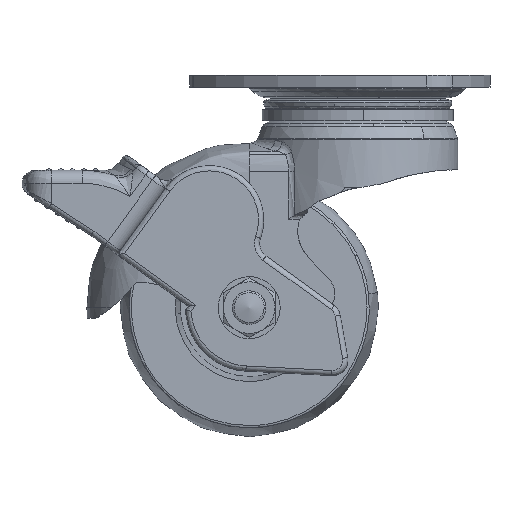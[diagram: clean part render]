
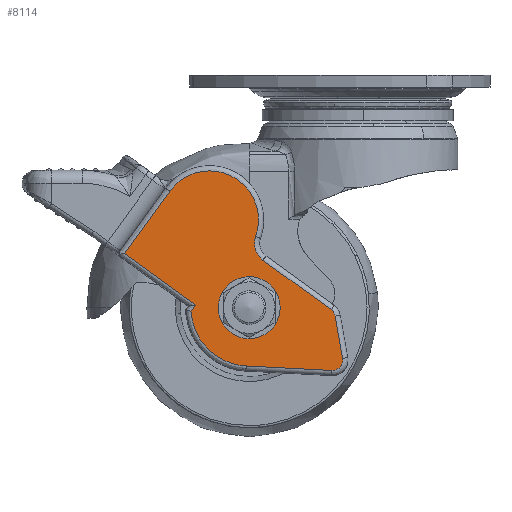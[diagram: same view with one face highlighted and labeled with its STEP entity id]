
A CAD part, front view. The second image highlights one B-rep face of the part: STEP entity #8114.
In plain terms, the highlighted free-form (B-spline) face has degree [1, 1] with [2, 2] control points.
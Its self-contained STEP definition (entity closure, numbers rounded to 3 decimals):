
#87=CARTESIAN_POINT('',(-22.856,-23.1,-42.643));
#88=VERTEX_POINT('',#87);
#94=CARTESIAN_POINT('',(-21.0,-23.1,-48.0));
#95=VERTEX_POINT('',#94);
#96=CARTESIAN_POINT('',(-22.856,-23.1,-42.643));
#97=CARTESIAN_POINT('',(-24.,-23.1,-43.544));
#98=CARTESIAN_POINT('',(-24.0,-23.1,-45.0));
#99=CARTESIAN_POINT('',(-24.,-23.1,-48.));
#100=CARTESIAN_POINT('',(-21.0,-23.1,-48.0));
#108=(BOUNDED_CURVE()B_SPLINE_CURVE(2,(#96,#97,#98,#99,#100),.UNSPECIFIED.,.F.,.U.)B_SPLINE_CURVE_WITH_KNOTS((3,2,3),(0.107,0.25,0.5),.UNSPECIFIED.)CURVE()GEOMETRIC_REPRESENTATION_ITEM()RATIONAL_B_SPLINE_CURVE((0.857,0.833,1.0,0.707,1.0))REPRESENTATION_ITEM(''));
#109=EDGE_CURVE('',#88,#95,#108,.T.);
#111=CARTESIAN_POINT('',(-18.753,-23.1,-43.012));
#112=VERTEX_POINT('',#111);
#113=CARTESIAN_POINT('',(-21.0,-23.1,-48.0));
#114=CARTESIAN_POINT('',(-18.,-23.1,-48.));
#115=CARTESIAN_POINT('',(-18.0,-23.1,-45.0));
#116=CARTESIAN_POINT('',(-18.,-23.1,-43.863));
#117=CARTESIAN_POINT('',(-18.753,-23.1,-43.012));
#125=(BOUNDED_CURVE()B_SPLINE_CURVE(2,(#113,#114,#115,#116,#117),.UNSPECIFIED.,.F.,.U.)B_SPLINE_CURVE_WITH_KNOTS((3,2,3),(0.5,0.75,0.866),.UNSPECIFIED.)CURVE()GEOMETRIC_REPRESENTATION_ITEM()RATIONAL_B_SPLINE_CURVE((1.0,0.707,1.0,0.864,0.854))REPRESENTATION_ITEM(''));
#126=EDGE_CURVE('',#95,#112,#125,.T.);
#198=CARTESIAN_POINT('',(-21.0,-23.1,-42.));
#199=VERTEX_POINT('',#198);
#200=CARTESIAN_POINT('',(-18.753,-23.1,-43.012));
#201=CARTESIAN_POINT('',(-19.649,-23.1,-42.0));
#202=CARTESIAN_POINT('',(-21.0,-23.1,-42.));
#210=(BOUNDED_CURVE()B_SPLINE_CURVE(2,(#200,#201,#202),.UNSPECIFIED.,.F.,.U.)B_SPLINE_CURVE_WITH_KNOTS((3,3),(0.866,1.0),.UNSPECIFIED.)CURVE()GEOMETRIC_REPRESENTATION_ITEM()RATIONAL_B_SPLINE_CURVE((0.854,0.843,1.0))REPRESENTATION_ITEM(''));
#211=EDGE_CURVE('',#112,#199,#210,.T.);
#213=CARTESIAN_POINT('',(-21.0,-23.1,-42.));
#214=CARTESIAN_POINT('',(-22.039,-23.1,-42.));
#215=CARTESIAN_POINT('',(-22.856,-23.1,-42.643));
#223=(BOUNDED_CURVE()B_SPLINE_CURVE(2,(#213,#214,#215),.UNSPECIFIED.,.F.,.U.)B_SPLINE_CURVE_WITH_KNOTS((3,3),(0.0,0.107),.UNSPECIFIED.)CURVE()GEOMETRIC_REPRESENTATION_ITEM()RATIONAL_B_SPLINE_CURVE((1.0,0.874,0.857))REPRESENTATION_ITEM(''));
#224=EDGE_CURVE('',#199,#88,#223,.T.);
#4781=CARTESIAN_POINT('',(-19.747,-23.1,-31.228));
#4782=VERTEX_POINT('',#4781);
#4815=CARTESIAN_POINT('',(-36.376,-23.1,-22.439));
#4816=VERTEX_POINT('',#4815);
#4830=CARTESIAN_POINT('',(-19.747,-23.1,-31.228));
#4831=CARTESIAN_POINT('',(-16.968,-23.1,-23.473));
#4832=CARTESIAN_POINT('',(-24.251,-23.1,-19.624));
#4833=CARTESIAN_POINT('',(-31.534,-23.1,-15.775));
#4834=CARTESIAN_POINT('',(-36.376,-23.1,-22.439));
#4842=(BOUNDED_CURVE()B_SPLINE_CURVE(2,(#4830,#4831,#4832,#4833,#4834),.UNSPECIFIED.,.F.,.U.)B_SPLINE_CURVE_WITH_KNOTS((3,2,3),(0.0,0.5,1.0),.UNSPECIFIED.)CURVE()GEOMETRIC_REPRESENTATION_ITEM()RATIONAL_B_SPLINE_CURVE((1.0,0.756,1.0,0.756,1.0))REPRESENTATION_ITEM(''));
#4843=EDGE_CURVE('',#4782,#4816,#4842,.T.);
#4868=CARTESIAN_POINT('',(-45.142,-23.1,-34.505));
#4869=VERTEX_POINT('',#4868);
#4883=CARTESIAN_POINT('',(-36.376,-23.1,-22.439));
#4884=CARTESIAN_POINT('',(-45.142,-23.1,-34.505));
#4885=QUASI_UNIFORM_CURVE('',1,(#4883,#4884),.UNSPECIFIED.,.F.,.U.);
#4886=EDGE_CURVE('',#4816,#4869,#4885,.T.);
#4909=CARTESIAN_POINT('',(-18.332,-23.1,-35.813));
#4910=VERTEX_POINT('',#4909);
#4940=CARTESIAN_POINT('',(-18.332,-23.1,-35.813));
#4941=CARTESIAN_POINT('',(-20.758,-23.1,-34.051));
#4942=CARTESIAN_POINT('',(-19.747,-23.1,-31.228));
#4950=(BOUNDED_CURVE()B_SPLINE_CURVE(2,(#4940,#4941,#4942),.UNSPECIFIED.,.F.,.U.)CURVE()GEOMETRIC_REPRESENTATION_ITEM()QUASI_UNIFORM_CURVE()RATIONAL_B_SPLINE_CURVE((1.0,0.8,1.0))REPRESENTATION_ITEM(''));
#4951=EDGE_CURVE('',#4910,#4782,#4950,.T.);
#4979=CARTESIAN_POINT('',(-31.389,-23.1,-44.498));
#4980=VERTEX_POINT('',#4979);
#4994=CARTESIAN_POINT('',(-45.142,-23.1,-34.505));
#4995=CARTESIAN_POINT('',(-31.389,-23.1,-44.498));
#4996=QUASI_UNIFORM_CURVE('',1,(#4994,#4995),.UNSPECIFIED.,.F.,.U.);
#4997=EDGE_CURVE('',#4869,#4980,#4996,.T.);
#5016=CARTESIAN_POINT('',(-5.151,-23.1,-45.39));
#5017=VERTEX_POINT('',#5016);
#5039=CARTESIAN_POINT('',(-5.151,-23.1,-45.39));
#5040=CARTESIAN_POINT('',(-18.332,-23.1,-35.813));
#5041=QUASI_UNIFORM_CURVE('',1,(#5039,#5040),.UNSPECIFIED.,.F.,.U.);
#5042=EDGE_CURVE('',#5017,#4910,#5041,.T.);
#5063=CARTESIAN_POINT('',(-32.277,-23.1,-45.72));
#5064=VERTEX_POINT('',#5063);
#5095=CARTESIAN_POINT('',(-31.389,-23.1,-44.498));
#5096=CARTESIAN_POINT('',(-32.277,-23.1,-45.72));
#5097=QUASI_UNIFORM_CURVE('',1,(#5095,#5096),.UNSPECIFIED.,.F.,.U.);
#5098=EDGE_CURVE('',#4980,#5064,#5097,.T.);
#5126=CARTESIAN_POINT('',(-4.357,-23.1,-46.661));
#5127=VERTEX_POINT('',#5126);
#5157=CARTESIAN_POINT('',(-4.357,-23.1,-46.661));
#5158=CARTESIAN_POINT('',(-4.497,-23.1,-45.865));
#5159=CARTESIAN_POINT('',(-5.151,-23.1,-45.39));
#5167=(BOUNDED_CURVE()B_SPLINE_CURVE(2,(#5157,#5158,#5159),.UNSPECIFIED.,.F.,.U.)CURVE()GEOMETRIC_REPRESENTATION_ITEM()QUASI_UNIFORM_CURVE()RATIONAL_B_SPLINE_CURVE((1.0,0.927,1.0))REPRESENTATION_ITEM(''));
#5168=EDGE_CURVE('',#5127,#5017,#5167,.T.);
#5192=CARTESIAN_POINT('',(-21.591,-23.1,-56.285));
#5193=VERTEX_POINT('',#5192);
#5207=CARTESIAN_POINT('',(-32.277,-23.1,-45.72));
#5208=CARTESIAN_POINT('',(-31.636,-23.1,-55.758));
#5209=CARTESIAN_POINT('',(-21.591,-23.1,-56.285));
#5217=(BOUNDED_CURVE()B_SPLINE_CURVE(2,(#5207,#5208,#5209),.UNSPECIFIED.,.F.,.U.)CURVE()GEOMETRIC_REPRESENTATION_ITEM()QUASI_UNIFORM_CURVE()RATIONAL_B_SPLINE_CURVE((1.0,0.747,1.0))REPRESENTATION_ITEM(''));
#5218=EDGE_CURVE('',#5064,#5193,#5217,.T.);
#5251=CARTESIAN_POINT('',(-2.92,-23.1,-54.81));
#5252=VERTEX_POINT('',#5251);
#5274=CARTESIAN_POINT('',(-2.92,-23.1,-54.81));
#5275=CARTESIAN_POINT('',(-4.357,-23.1,-46.661));
#5276=QUASI_UNIFORM_CURVE('',1,(#5274,#5275),.UNSPECIFIED.,.F.,.U.);
#5277=EDGE_CURVE('',#5252,#5127,#5276,.T.);
#5298=CARTESIAN_POINT('',(-4.994,-23.1,-57.154));
#5299=VERTEX_POINT('',#5298);
#5315=CARTESIAN_POINT('',(-21.591,-23.1,-56.285));
#5316=CARTESIAN_POINT('',(-4.994,-23.1,-57.154));
#5317=QUASI_UNIFORM_CURVE('',1,(#5315,#5316),.UNSPECIFIED.,.F.,.U.);
#5318=EDGE_CURVE('',#5193,#5299,#5317,.T.);
#5347=CARTESIAN_POINT('',(-4.994,-23.1,-57.154));
#5348=CARTESIAN_POINT('',(-4.031,-23.1,-57.205));
#5349=CARTESIAN_POINT('',(-3.392,-23.1,-56.482));
#5350=CARTESIAN_POINT('',(-2.753,-23.1,-55.76));
#5351=CARTESIAN_POINT('',(-2.92,-23.1,-54.81));
#5359=(BOUNDED_CURVE()B_SPLINE_CURVE(2,(#5347,#5348,#5349,#5350,#5351),.UNSPECIFIED.,.F.,.U.)B_SPLINE_CURVE_WITH_KNOTS((3,2,3),(0.0,0.5,1.0),.UNSPECIFIED.)CURVE()GEOMETRIC_REPRESENTATION_ITEM()RATIONAL_B_SPLINE_CURVE((1.0,0.901,1.0,0.901,1.0))REPRESENTATION_ITEM(''));
#5360=EDGE_CURVE('',#5299,#5252,#5359,.T.);
#8090=CARTESIAN_POINT('',(-47.253,-23.1,-16.594));
#8091=CARTESIAN_POINT('',(-0.779,-23.1,-16.594));
#8092=CARTESIAN_POINT('',(-47.253,-23.1,-59.087));
#8093=CARTESIAN_POINT('',(-0.779,-23.1,-59.087));
#8094=B_SPLINE_SURFACE_WITH_KNOTS('',1,1,((#8090,#8092),(#8091,#8093)),.UNSPECIFIED.,.F.,.F.,.U.,(2,2),(2,2),(0.0,46.473),(0.0,42.493),.UNSPECIFIED.);
#8095=ORIENTED_EDGE('',*,*,#4951,.T.);
#8096=ORIENTED_EDGE('',*,*,#4843,.T.);
#8097=ORIENTED_EDGE('',*,*,#4886,.T.);
#8098=ORIENTED_EDGE('',*,*,#4997,.T.);
#8099=ORIENTED_EDGE('',*,*,#5098,.T.);
#8100=ORIENTED_EDGE('',*,*,#5218,.T.);
#8101=ORIENTED_EDGE('',*,*,#5318,.T.);
#8102=ORIENTED_EDGE('',*,*,#5360,.T.);
#8103=ORIENTED_EDGE('',*,*,#5277,.T.);
#8104=ORIENTED_EDGE('',*,*,#5168,.T.);
#8105=ORIENTED_EDGE('',*,*,#5042,.T.);
#8106=EDGE_LOOP('',(#8095,#8096,#8097,#8098,#8099,#8100,#8101,#8102,#8103,#8104,#8105));
#8107=FACE_OUTER_BOUND('',#8106,.T.);
#8108=ORIENTED_EDGE('',*,*,#126,.F.);
#8109=ORIENTED_EDGE('',*,*,#109,.F.);
#8110=ORIENTED_EDGE('',*,*,#224,.F.);
#8111=ORIENTED_EDGE('',*,*,#211,.F.);
#8112=EDGE_LOOP('',(#8108,#8109,#8110,#8111));
#8113=FACE_BOUND('',#8112,.T.);
#8114=ADVANCED_FACE('',(#8107,#8113),#8094,.F.);
